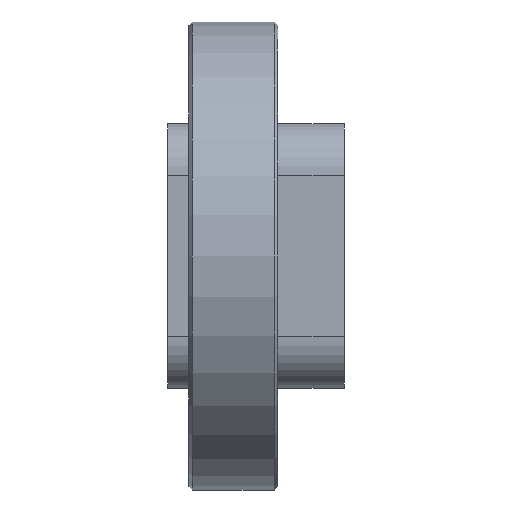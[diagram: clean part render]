
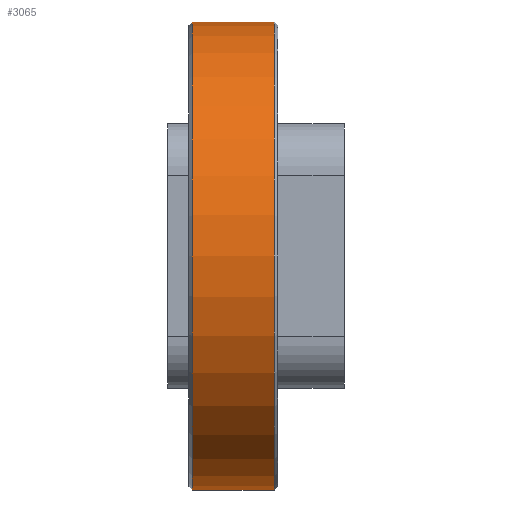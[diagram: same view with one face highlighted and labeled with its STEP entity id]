
A CAD part, left-side view. The second image highlights one B-rep face of the part: STEP entity #3065.
In plain terms, the highlighted cylindrical face has radius 16.828 mm (diameter 33.655 mm), a partial arc.
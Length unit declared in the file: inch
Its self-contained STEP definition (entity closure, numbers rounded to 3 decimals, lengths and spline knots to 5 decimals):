
#209 = CIRCLE ( 'NONE', #1747, 0.6625 ) ;
#216 = DIRECTION ( 'NONE',  ( 0., -1., 0. ) ) ;
#313 = VECTOR ( 'NONE', #1255, 39.37008 ) ;
#583 = DIRECTION ( 'NONE',  ( 0., 1., 0. ) ) ;
#588 = DIRECTION ( 'NONE',  ( 0., -1., 0. ) ) ;
#601 = CARTESIAN_POINT ( 'NONE',  ( 0., 0.01, 0. ) ) ;
#621 = ORIENTED_EDGE ( 'NONE', *, *, #3144, .T. ) ;
#675 = AXIS2_PLACEMENT_3D ( 'NONE', #3129, #216, #2901 ) ;
#693 = LINE ( 'NONE', #3023, #727 ) ;
#727 = VECTOR ( 'NONE', #588, 39.37008 ) ;
#730 = CARTESIAN_POINT ( 'NONE',  ( 0., 0.01, 0.6625 ) ) ;
#863 = VERTEX_POINT ( 'NONE', #730 ) ;
#877 = VERTEX_POINT ( 'NONE', #944 ) ;
#944 = CARTESIAN_POINT ( 'NONE',  ( 0., 0.242, -0.6625 ) ) ;
#1009 = DIRECTION ( 'NONE',  ( 0., -1., 0. ) ) ;
#1114 = CIRCLE ( 'NONE', #1810, 0.6625 ) ;
#1255 = DIRECTION ( 'NONE',  ( 0., -1., 0. ) ) ;
#1307 = VERTEX_POINT ( 'NONE', #1396 ) ;
#1396 = CARTESIAN_POINT ( 'NONE',  ( 0., 0.01, -0.6625 ) ) ;
#1509 = CARTESIAN_POINT ( 'NONE',  ( 0., 0.242, 0. ) ) ;
#1747 = AXIS2_PLACEMENT_3D ( 'NONE', #601, #583, #3071 ) ;
#1810 = AXIS2_PLACEMENT_3D ( 'NONE', #1509, #1009, #2772 ) ;
#1885 = EDGE_CURVE ( 'NONE', #1307, #863, #209, .T. ) ;
#1917 = CYLINDRICAL_SURFACE ( 'NONE', #675, 0.6625 ) ;
#2138 = ORIENTED_EDGE ( 'NONE', *, *, #3151, .F. ) ;
#2386 = EDGE_CURVE ( 'NONE', #877, #1307, #693, .T. ) ;
#2403 = CARTESIAN_POINT ( 'NONE',  ( 0., 0.242, 0.6625 ) ) ;
#2522 = FACE_OUTER_BOUND ( 'NONE', #2934, .T. ) ;
#2596 = LINE ( 'NONE', #2944, #313 ) ;
#2692 = ORIENTED_EDGE ( 'NONE', *, *, #2386, .T. ) ;
#2772 = DIRECTION ( 'NONE',  ( 0., 0., 1. ) ) ;
#2901 = DIRECTION ( 'NONE',  ( 0., 0., -1. ) ) ;
#2934 = EDGE_LOOP ( 'NONE', ( #2138, #621, #2692, #2965 ) ) ;
#2944 = CARTESIAN_POINT ( 'NONE',  ( 0., 0.252, 0.6625 ) ) ;
#2965 = ORIENTED_EDGE ( 'NONE', *, *, #1885, .T. ) ;
#2971 = VERTEX_POINT ( 'NONE', #2403 ) ;
#3023 = CARTESIAN_POINT ( 'NONE',  ( 0., 0.252, -0.6625 ) ) ;
#3065 = ADVANCED_FACE ( 'NONE', ( #2522 ), #1917, .T. ) ;
#3071 = DIRECTION ( 'NONE',  ( 0., 0., 1. ) ) ;
#3129 = CARTESIAN_POINT ( 'NONE',  ( 0., 0.252, 0. ) ) ;
#3144 = EDGE_CURVE ( 'NONE', #2971, #877, #1114, .T. ) ;
#3151 = EDGE_CURVE ( 'NONE', #2971, #863, #2596, .T. ) ;
